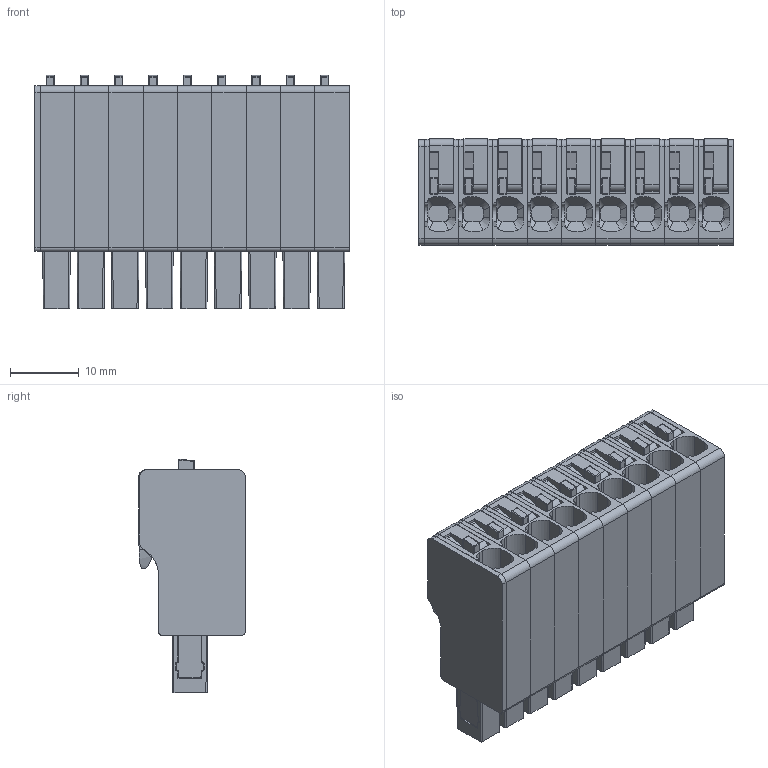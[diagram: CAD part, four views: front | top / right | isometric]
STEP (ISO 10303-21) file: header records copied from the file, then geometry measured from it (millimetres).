
FILE_DESCRIPTION(('CATIA V5R22 STEP214','CAx-IF Rec.Pracs.--- Model Styling and Organization---1.4--- 2014-01-23'),'2;1');
FILE_NAME ('D1463846_1', '2020-08-03T12:32:29+00:00', ('Weidmueller Interface'), ('Weidmueller'), 'CATIA Version 5-6 Release 2016 SP3 HF44', 'CATIA V5 STEP AP214', 'none');
FILE_SCHEMA(('AUTOMOTIVE_DESIGN { 1 0 10303 214 1 1 1 1 }'));
Products named in the file (1): 2741630000
Bounding box: 45.8 x 15.5 x 34 mm (x, y, z)
Volume: 15657.9 mm3; surface area: 17289.6 mm2
Topology: 28 solids, 28 shells, 2137 faces, 5886 edges, 3844 vertices
Faces by surface type: plane 1268, cylinder 729, sphere 72, cone 40, bspline 19, torus 9
Entity records: 69917 total; most frequent: CARTESIAN_POINT 18536, ORIENTED_EDGE 11556, DIRECTION 8686, EDGE_CURVE 5778, VERTEX_POINT 3826, VECTOR 3627, LINE 3627, AXIS2_PLACEMENT_3D 3106
